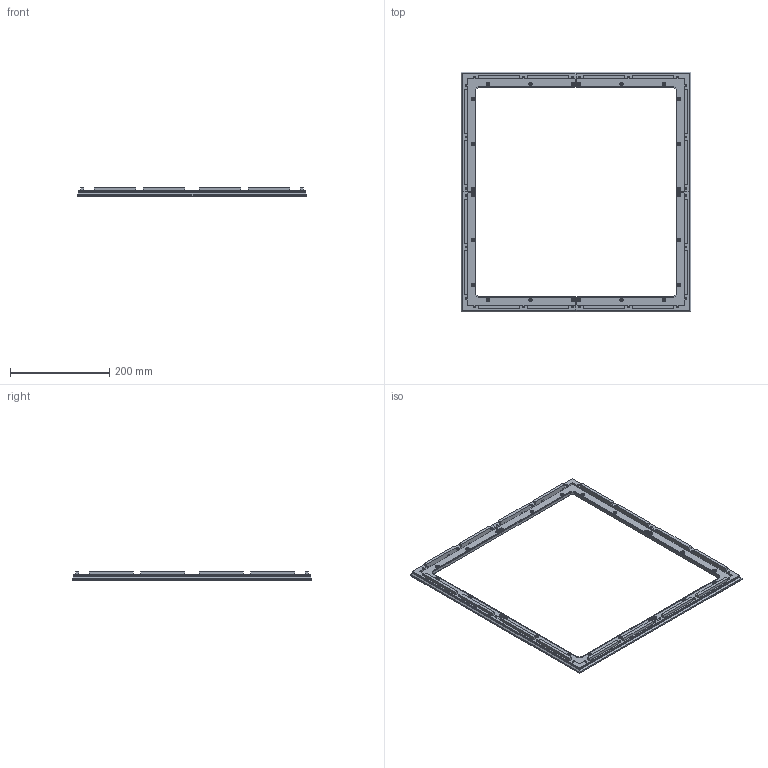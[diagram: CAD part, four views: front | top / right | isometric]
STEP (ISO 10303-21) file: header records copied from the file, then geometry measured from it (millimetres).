
FILE_DESCRIPTION(/* description */ (''),/* implementation_level */ '2;1');
FILE_NAME(/* name */ 'MagnetFrontPanel.step',/* time_stamp */ '2021-05-02T17:01:33-05:00',/* author */ (''),/* organization */ (''),/* preprocessor_version */ 'ST-DEVELOPER v18.1',/* originating_system */ 'Autodesk Translation Framework v9.10.0.1330',/* authorisation */ '');
FILE_SCHEMA (('AUTOMOTIVE_DESIGN { 1 0 10303 214 3 1 1 }'));
Length unit declared in the file: millimetre
Products named in the file (2): Magnet Front Panel; Assembly
Assembly tree (1 placements, depth 2):
  Magnet Front Panel
    Assembly
Bounding box: 463 x 483 x 17.5 mm (x, y, z)
Volume: 531985.7 mm3; surface area: 313549.3 mm2
Topology: 12 solids, 12 shells, 1028 faces, 2536 edges, 1672 vertices
Faces by surface type: plane 884, cylinder 120, cone 24
Full cylindrical faces by diameter (mm): 3 x24, 3.25 x24, 5.25 x24, 5.75 x24, 7.25 x24
Entity records: 30308 total; most frequent: CARTESIAN_POINT 5240, ORIENTED_EDGE 5072, DIRECTION 4864, EDGE_CURVE 2536, LINE 2272, VECTOR 2272, VERTEX_POINT 1672, EDGE_LOOP 1328
